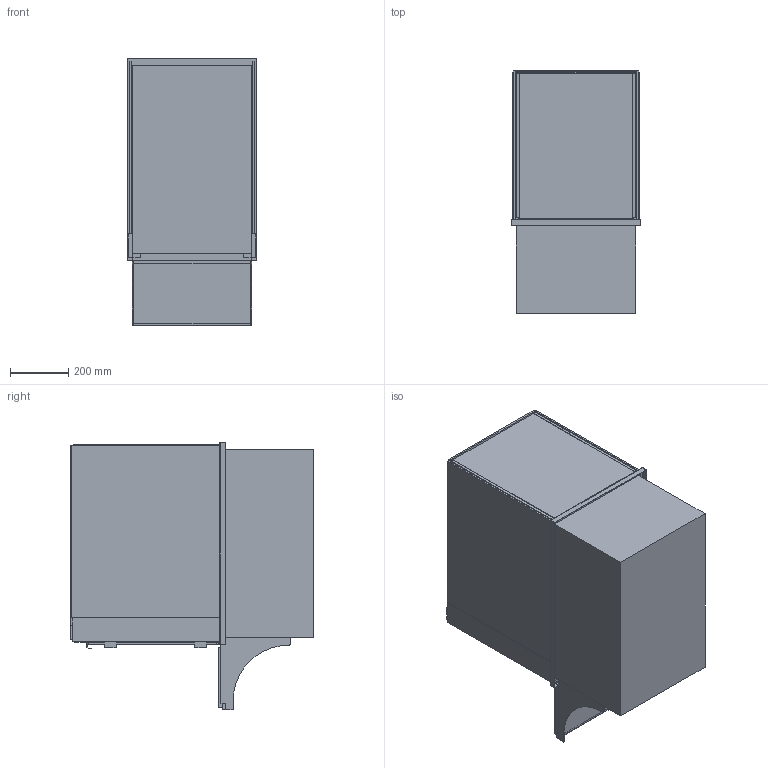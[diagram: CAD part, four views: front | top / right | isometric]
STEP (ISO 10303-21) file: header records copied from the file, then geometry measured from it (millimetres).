
FILE_DESCRIPTION (( 'STEP AP214' ), '1' );
FILE_NAME ('EU520110_Basic E-44-53 Slide-In.STEP', '2022-05-13T11:40:53', ( '' ), ( '' ), 'SwSTEP 2.0', 'SolidWorks 2017', '' );
FILE_SCHEMA (( 'AUTOMOTIVE_DESIGN' ));
Length unit declared in the file: millimetre
Products named in the file (1): EU520110_Basic E-44-53 Slide-In
Bounding box: 445 x 837 x 918.5 mm (x, y, z)
Volume: 53658253.2 mm3; surface area: 6152083.3 mm2
Topology: 25 solids, 25 shells, 275 faces, 656 edges, 436 vertices
Faces by surface type: plane 243, cylinder 32
Entity records: 8386 total; most frequent: CARTESIAN_POINT 1374, ORIENTED_EDGE 1312, DIRECTION 1270, EDGE_CURVE 656, VECTOR 590, LINE 590, VERTEX_POINT 436, AXIS2_PLACEMENT_3D 340
